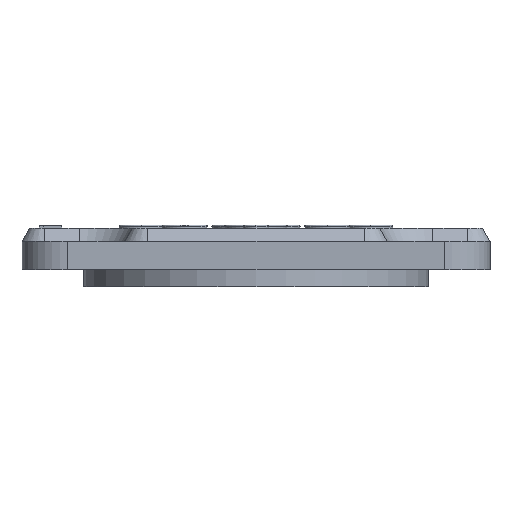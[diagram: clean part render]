
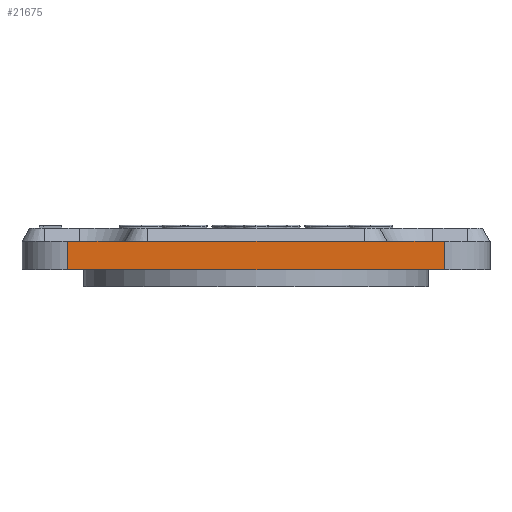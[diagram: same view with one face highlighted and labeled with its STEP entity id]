
A CAD part, left-side view. The second image highlights one B-rep face of the part: STEP entity #21675.
In plain terms, the highlighted planar face has unit normal (-1, 0, 0).
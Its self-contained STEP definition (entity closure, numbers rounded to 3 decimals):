
#215=DIRECTION('',(0.,-1.,0.));
#216=VECTOR('',#215,66.);
#217=CARTESIAN_POINT('',(-107.5,33.,0.));
#218=LINE('',#217,#216);
#8098=DIRECTION('',(0.,1.,0.));
#8099=VECTOR('',#8098,14.);
#8100=CARTESIAN_POINT('',(-107.5,19.,5.));
#8101=LINE('',#8100,#8099);
#8157=DIRECTION('',(0.,1.,0.));
#8158=VECTOR('',#8157,14.);
#8159=CARTESIAN_POINT('',(-107.5,-33.,5.));
#8160=LINE('',#8159,#8158);
#8230=DIRECTION('',(0.,-1.,0.));
#8231=VECTOR('',#8230,38.);
#8232=CARTESIAN_POINT('',(-107.5,19.,5.));
#8233=LINE('',#8232,#8231);
#8314=DIRECTION('',(0.,0.,-1.));
#8315=VECTOR('',#8314,5.);
#8316=CARTESIAN_POINT('',(-107.5,-33.,5.));
#8317=LINE('',#8316,#8315);
#8359=DIRECTION('',(0.,0.,-1.));
#8360=VECTOR('',#8359,5.);
#8361=CARTESIAN_POINT('',(-107.5,33.,5.));
#8362=LINE('',#8361,#8360);
#13284=CARTESIAN_POINT('',(-107.5,33.,5.));
#13285=VERTEX_POINT('',#13284);
#13286=CARTESIAN_POINT('',(-107.5,33.,0.));
#13287=VERTEX_POINT('',#13286);
#13288=CARTESIAN_POINT('',(-107.5,-33.,5.));
#13289=CARTESIAN_POINT('',(-107.5,-33.,0.));
#13290=VERTEX_POINT('',#13288);
#13291=VERTEX_POINT('',#13289);
#13366=CARTESIAN_POINT('',(-107.5,19.,5.));
#13367=VERTEX_POINT('',#13366);
#13368=CARTESIAN_POINT('',(-107.5,-19.,5.));
#13370=VERTEX_POINT('',#13368);
#21659=CARTESIAN_POINT('',(-107.5,41.,0.));
#21660=DIRECTION('',(-1.,0.,0.));
#21661=DIRECTION('',(0.,-1.,0.));
#21662=AXIS2_PLACEMENT_3D('',#21659,#21660,#21661);
#21663=PLANE('',#21662);
#21665=ORIENTED_EDGE('',*,*,#21664,.T.);
#21666=ORIENTED_EDGE('',*,*,#21586,.F.);
#21668=ORIENTED_EDGE('',*,*,#21667,.T.);
#21669=ORIENTED_EDGE('',*,*,#15505,.F.);
#21671=ORIENTED_EDGE('',*,*,#21670,.F.);
#21672=ORIENTED_EDGE('',*,*,#21554,.F.);
#21673=EDGE_LOOP('',(#21665,#21666,#21668,#21669,#21671,#21672));
#21674=FACE_OUTER_BOUND('',#21673,.F.);
#15505=EDGE_CURVE('',#13287,#13291,#218,.T.);
#21554=EDGE_CURVE('',#13367,#13285,#8101,.T.);
#21586=EDGE_CURVE('',#13290,#13370,#8160,.T.);
#21664=EDGE_CURVE('',#13367,#13370,#8233,.T.);
#21667=EDGE_CURVE('',#13290,#13291,#8317,.T.);
#21670=EDGE_CURVE('',#13285,#13287,#8362,.T.);
#21675=ADVANCED_FACE('',(#21674),#21663,.T.);
